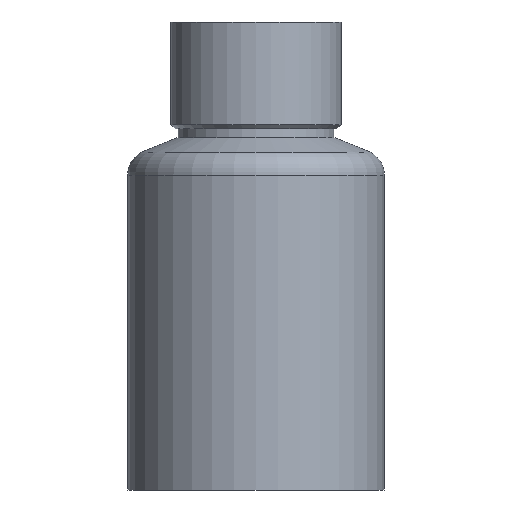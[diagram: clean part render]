
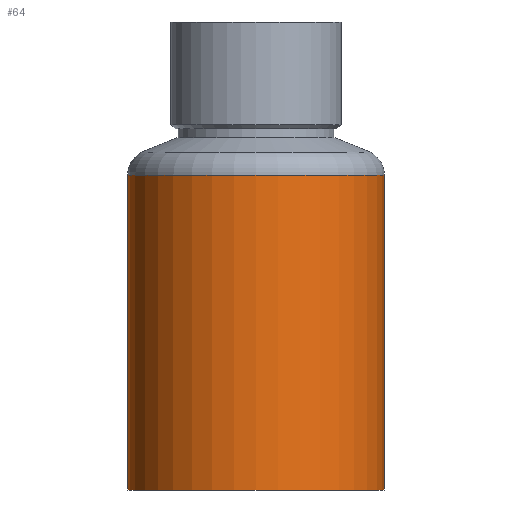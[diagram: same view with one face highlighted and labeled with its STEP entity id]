
A CAD part, front view. The second image highlights one B-rep face of the part: STEP entity #64.
In plain terms, the highlighted cylindrical face has radius 44.45 mm (diameter 88.9 mm), a full revolution.
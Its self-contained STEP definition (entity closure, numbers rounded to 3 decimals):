
#64 = ADVANCED_FACE( '', ( #133, #134 ), #135, .T. );
#133 = FACE_OUTER_BOUND( '', #194, .T. );
#134 = FACE_OUTER_BOUND( '', #195, .T. );
#135 = CYLINDRICAL_SURFACE( '', #196, 44.45 );
#194 = EDGE_LOOP( '', ( #275 ) );
#195 = EDGE_LOOP( '', ( #276 ) );
#196 = AXIS2_PLACEMENT_3D( '', #277, #278, #279 );
#275 = ORIENTED_EDGE( '', *, *, #289, .F. );
#276 = ORIENTED_EDGE( '', *, *, #305, .T. );
#277 = CARTESIAN_POINT( '', ( 0., 0., -1.384 ) );
#278 = DIRECTION( '', ( 0., 0., 1. ) );
#279 = DIRECTION( '', ( -1., 0., 0. ) );
#289 = EDGE_CURVE( '', #321, #321, #322, .T. );
#305 = EDGE_CURVE( '', #344, #344, #345, .T. );
#321 = VERTEX_POINT( '', #361 );
#322 = CIRCLE( '', #362, 44.45 );
#344 = VERTEX_POINT( '', #384 );
#345 = CIRCLE( '', #385, 44.45 );
#361 = CARTESIAN_POINT( '', ( -44.45, 0., -37.303 ) );
#362 = AXIS2_PLACEMENT_3D( '', #402, #403, #404 );
#384 = CARTESIAN_POINT( '', ( -44.45, 0., 71.667 ) );
#385 = AXIS2_PLACEMENT_3D( '', #423, #424, #425 );
#402 = CARTESIAN_POINT( '', ( 0., 0., -37.303 ) );
#403 = DIRECTION( '', ( 0., 0., -1. ) );
#404 = DIRECTION( '', ( -1., 0., 0. ) );
#423 = CARTESIAN_POINT( '', ( 0., 0., 71.667 ) );
#424 = DIRECTION( '', ( 0., 0., -1. ) );
#425 = DIRECTION( '', ( -1., 0., 0. ) );
